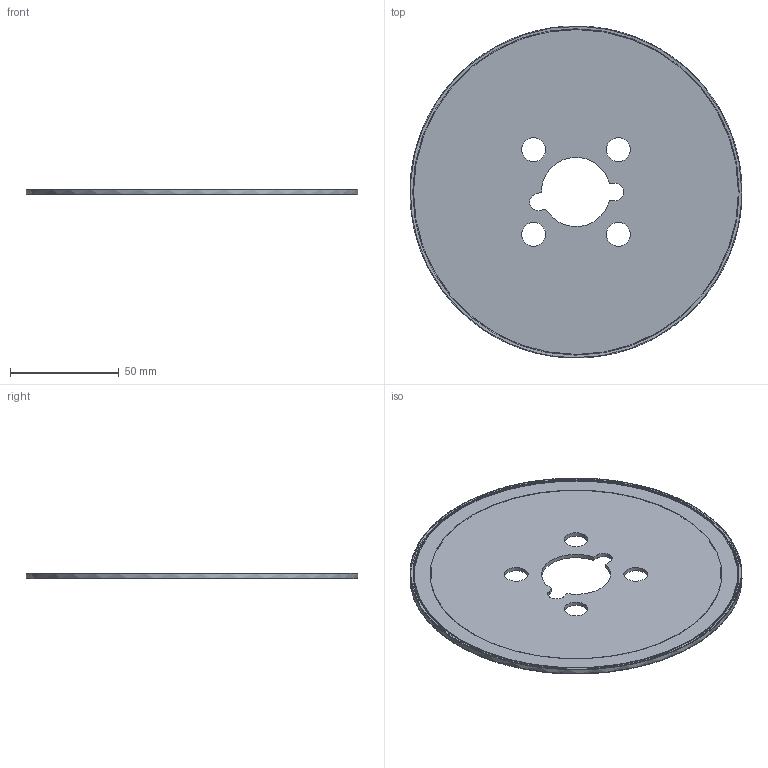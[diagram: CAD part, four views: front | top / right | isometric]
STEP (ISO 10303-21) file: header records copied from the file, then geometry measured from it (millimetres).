
FILE_DESCRIPTION(/* description */ (''),/* implementation_level */ '2;1');
FILE_NAME(/* name */ '335.10-06.00-2.stp',/* time_stamp */ '2017-09-14T10:21:10+06:00',/* author */ (''),/* organization */ (''),/* preprocessor_version */ 'ST-DEVELOPER v16',/* originating_system */ 'SIEMENS PLM Software NX 11.0',/* authorisation */ '');
FILE_SCHEMA (('AUTOMOTIVE_DESIGN { 1 0 10303 214 3 1 1 1 }'));
Length unit declared in the file: millimetre
Products named in the file (1): 335.10-06.00-2
Bounding box: 152.39 x 152.41 x 2.5 mm (x, y, z)
Volume: 41157.9 mm3; surface area: 48486.1 mm2
Topology: 2 solids, 3 shells, 41 faces, 102 edges, 66 vertices
Faces by surface type: cylinder 11, revolution 11, plane 8, bspline 8, cone 3
Full cylindrical faces by diameter (mm): 11 x4, 148.52 x1, 151.2 x1, 152.428 x1
Entity records: 3537 total; most frequent: CARTESIAN_POINT 2651, DIRECTION 173, ORIENTED_EDGE 128, EDGE_LOOP 78, AXIS2_PLACEMENT_3D 70, FACE_BOUND 66, EDGE_CURVE 64, VERTEX_POINT 52
